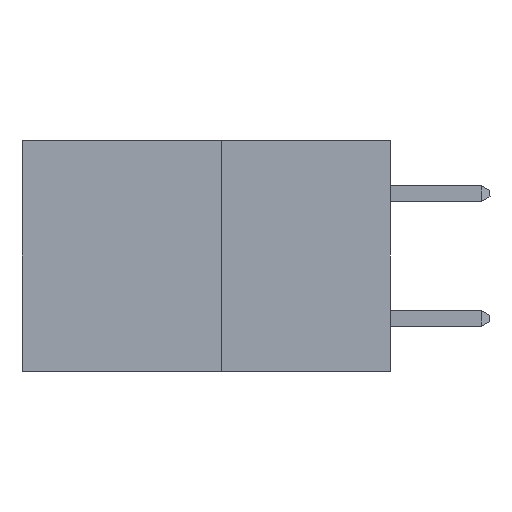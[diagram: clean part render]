
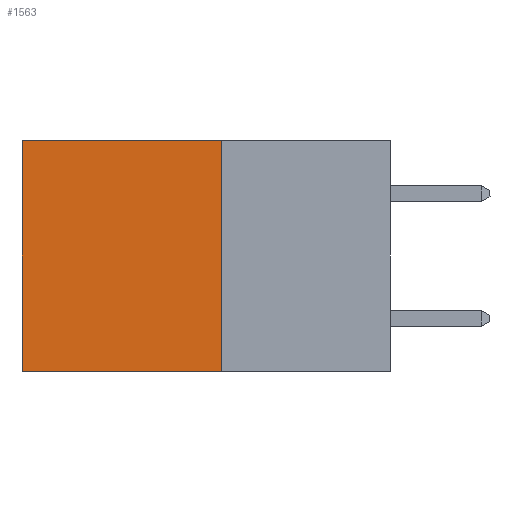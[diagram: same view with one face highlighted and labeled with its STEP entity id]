
A CAD part, left-side view. The second image highlights one B-rep face of the part: STEP entity #1563.
In plain terms, the highlighted planar face has unit normal (-1, 0, 0).
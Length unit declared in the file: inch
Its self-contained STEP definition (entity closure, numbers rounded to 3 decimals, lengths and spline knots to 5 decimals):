
#10 = DIRECTION ( 'NONE',  ( 0., 1., 0. ) ) ;
#30 = CARTESIAN_POINT ( 'NONE',  ( 0.277, 0.59, 0. ) ) ;
#113 = EDGE_CURVE ( 'NONE', #3890, #3680, #4472, .T. ) ;
#812 = VECTOR ( 'NONE', #6769, 39.37008 ) ;
#896 = CARTESIAN_POINT ( 'NONE',  ( 0.277, 0.27, -0.37 ) ) ;
#911 = ORIENTED_EDGE ( 'NONE', *, *, #113, .F. ) ;
#1214 = CARTESIAN_POINT ( 'NONE',  ( 0.277, 0.59, -0.37 ) ) ;
#1415 = EDGE_LOOP ( 'NONE', ( #2565, #4435, #911, #8269 ) ) ;
#1563 = ADVANCED_FACE ( 'NONE', ( #8909 ), #7252, .F. ) ;
#1649 = VECTOR ( 'NONE', #7485, 39.37008 ) ;
#1795 = LINE ( 'NONE', #4262, #3751 ) ;
#2383 = DIRECTION ( 'NONE',  ( 0., 0., -1. ) ) ;
#2385 = VECTOR ( 'NONE', #2383, 39.37008 ) ;
#2565 = ORIENTED_EDGE ( 'NONE', *, *, #8405, .T. ) ;
#2649 = CARTESIAN_POINT ( 'NONE',  ( 0.277, 0.59, -0.37 ) ) ;
#3310 = DIRECTION ( 'NONE',  ( 1., 0., 0. ) ) ;
#3355 = DIRECTION ( 'NONE',  ( 0., 0., -1. ) ) ;
#3680 = VERTEX_POINT ( 'NONE', #896 ) ;
#3751 = VECTOR ( 'NONE', #10, 39.37008 ) ;
#3890 = VERTEX_POINT ( 'NONE', #7497 ) ;
#4262 = CARTESIAN_POINT ( 'NONE',  ( 0.277, 0.27, 0. ) ) ;
#4322 = EDGE_CURVE ( 'NONE', #3680, #6589, #4563, .T. ) ;
#4435 = ORIENTED_EDGE ( 'NONE', *, *, #4322, .F. ) ;
#4472 = LINE ( 'NONE', #6393, #2385 ) ;
#4563 = LINE ( 'NONE', #6812, #812 ) ;
#4716 = VERTEX_POINT ( 'NONE', #30 ) ;
#6205 = CARTESIAN_POINT ( 'NONE',  ( 0.277, 0.27, -0.37 ) ) ;
#6393 = CARTESIAN_POINT ( 'NONE',  ( 0.277, 0.27, -0.37 ) ) ;
#6589 = VERTEX_POINT ( 'NONE', #1214 ) ;
#6753 = LINE ( 'NONE', #2649, #1649 ) ;
#6769 = DIRECTION ( 'NONE',  ( 0., 1., 0. ) ) ;
#6789 = EDGE_CURVE ( 'NONE', #3890, #4716, #1795, .T. ) ;
#6812 = CARTESIAN_POINT ( 'NONE',  ( 0.277, 0.27, -0.37 ) ) ;
#7080 = AXIS2_PLACEMENT_3D ( 'NONE', #6205, #3310, #3355 ) ;
#7252 = PLANE ( 'NONE',  #7080 ) ;
#7485 = DIRECTION ( 'NONE',  ( 0., 0., -1. ) ) ;
#7497 = CARTESIAN_POINT ( 'NONE',  ( 0.277, 0.27, 0. ) ) ;
#8269 = ORIENTED_EDGE ( 'NONE', *, *, #6789, .T. ) ;
#8405 = EDGE_CURVE ( 'NONE', #4716, #6589, #6753, .T. ) ;
#8909 = FACE_OUTER_BOUND ( 'NONE', #1415, .T. ) ;
